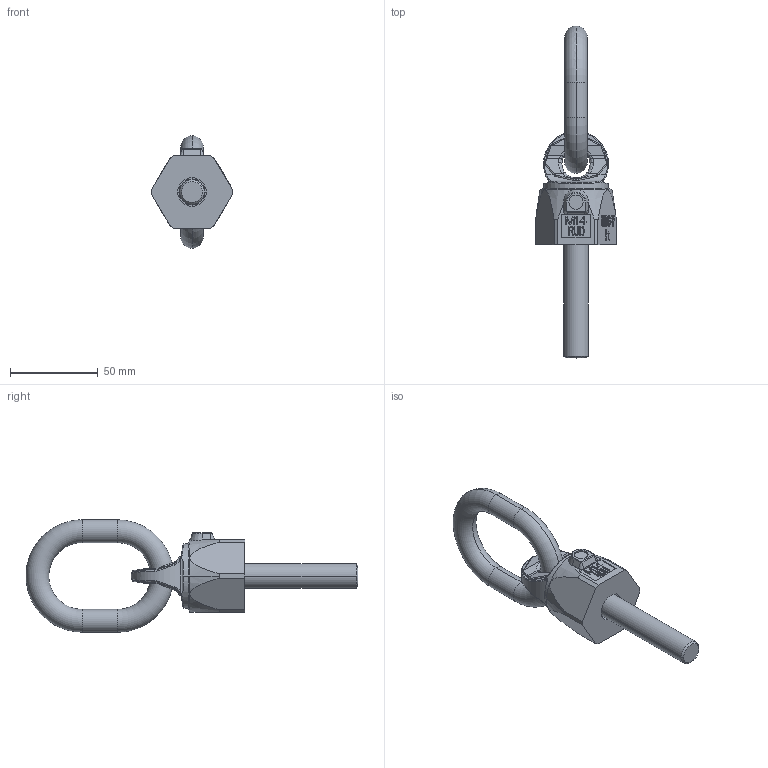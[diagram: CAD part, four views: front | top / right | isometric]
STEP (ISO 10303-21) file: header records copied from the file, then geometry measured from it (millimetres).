
FILE_DESCRIPTION((''),'2;1');
FILE_NAME('001-M32371-P-1_ASM','2009-08-26T',('jakubetz'),('RAND'),'PRO/ENGINEER BY PARAMETRIC TECHNOLOGY CORPORATION, 2005030','PRO/ENGINEER BY PARAMETRIC TECHNOLOGY CORPORATION, 2005030','');
FILE_SCHEMA(('CONFIG_CONTROL_DESIGN'));
Length unit declared in the file: millimetre
Products named in the file (5): 001-M09397-P-1_AF0; 001-M32170-V05; 001-M09397-P-2; 001-M09397-P-3; 001-M32371-P-1_ASM
Assembly tree (4 placements, depth 2):
  001-M32371-P-1_ASM
    001-M09397-P-1_AF0
    001-M32170-V05
    001-M09397-P-2
    001-M09397-P-3
Bounding box: 46 x 188.97 x 64 mm (x, y, z)
Volume: 92969.3 mm3; surface area: 26876.1 mm2
Topology: 4 solids, 4 shells, 825 faces, 2211 edges, 1432 vertices
Faces by surface type: plane 645, cylinder 82, bspline 68, cone 17, torus 13
Entity records: 28049 total; most frequent: CARTESIAN_POINT 7861, ORIENTED_EDGE 4422, DIRECTION 3714, EDGE_CURVE 2211, VECTOR 1804, LINE 1804, VERTEX_POINT 1432, AXIS2_PLACEMENT_3D 955
